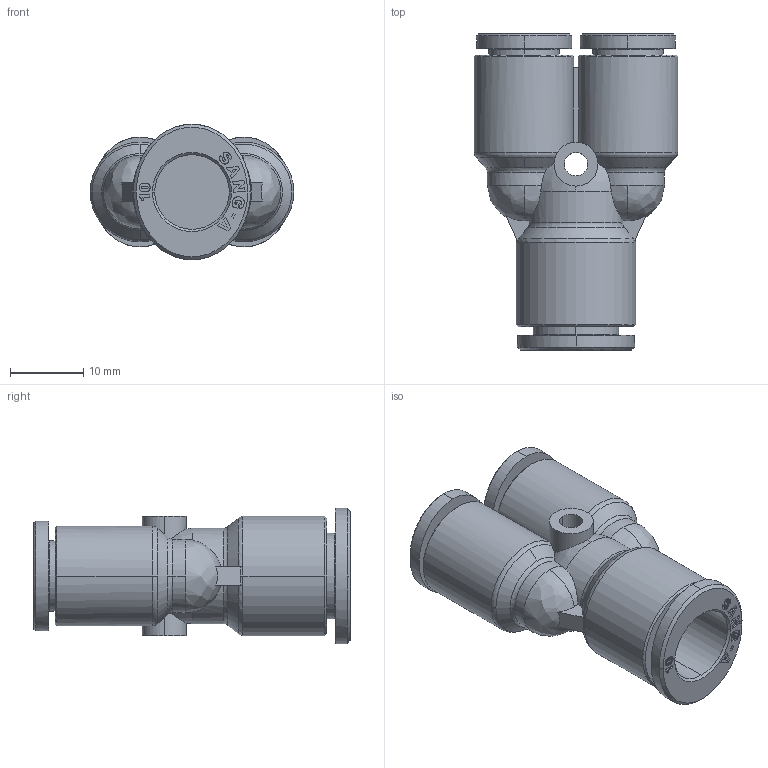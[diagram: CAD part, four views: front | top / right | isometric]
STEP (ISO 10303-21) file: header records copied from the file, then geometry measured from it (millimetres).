
FILE_DESCRIPTION (( 'STEP AP214' ), '1' );
FILE_NAME ('PW10-08.stp', '2015-08-20T09:11:06', ( '' ), ( '' ), 'SwSTEP 2.0', 'SolidWorks 2015', '' );
FILE_SCHEMA (( 'AUTOMOTIVE_DESIGN' ));
Length unit declared in the file: millimetre
Products named in the file (2): PW10-08; ｦ+ﾃｦ1
Assembly tree (1 placements, depth 2):
  PW10-08
    ｦ+ﾃｦ1
Bounding box: 27.8 x 43.2 x 18.5 mm (x, y, z)
Volume: 6791.4 mm3; surface area: 5748 mm2
Topology: 1 solids, 1 shells, 1223 faces, 3495 edges, 2326 vertices
Faces by surface type: plane 1065, bspline 83, cylinder 46, cone 24, torus 5
Entity records: 42668 total; most frequent: CARTESIAN_POINT 10705, ORIENTED_EDGE 6990, DIRECTION 5700, EDGE_CURVE 3495, VECTOR 3112, LINE 3112, VERTEX_POINT 2326, AXIS2_PLACEMENT_3D 1294
